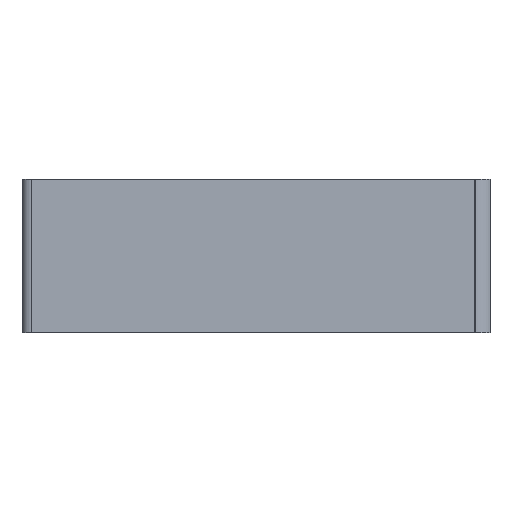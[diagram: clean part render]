
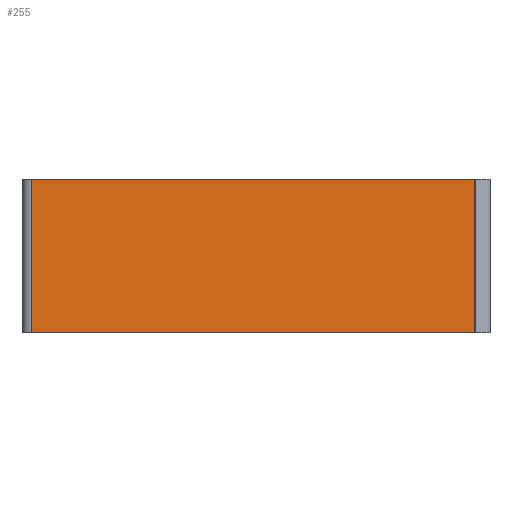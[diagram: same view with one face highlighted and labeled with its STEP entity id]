
A CAD part, front view. The second image highlights one B-rep face of the part: STEP entity #255.
In plain terms, the highlighted planar face has unit normal (0.052, -0.999, 0).
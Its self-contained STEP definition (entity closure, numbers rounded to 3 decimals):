
#17 = PLANE ( 'NONE',  #518 ) ;
#33 = CARTESIAN_POINT ( 'NONE',  ( 1.094, -106.548, 15. ) ) ;
#51 = CARTESIAN_POINT ( 'NONE',  ( 87.476, -102.02, -15. ) ) ;
#70 = VERTEX_POINT ( 'NONE', #449 ) ;
#76 = VERTEX_POINT ( 'NONE', #175 ) ;
#92 = DIRECTION ( 'NONE',  ( 0.999, 0.052, 0. ) ) ;
#130 = ORIENTED_EDGE ( 'NONE', *, *, #562, .T. ) ;
#133 = FACE_OUTER_BOUND ( 'NONE', #560, .T. ) ;
#168 = DIRECTION ( 'NONE',  ( 0.052, -0.999, 0. ) ) ;
#175 = CARTESIAN_POINT ( 'NONE',  ( 1.094, -106.548, -15. ) ) ;
#183 = LINE ( 'NONE', #33, #419 ) ;
#216 = DIRECTION ( 'NONE',  ( 0., 0., -1. ) ) ;
#255 = ADVANCED_FACE ( 'NONE', ( #133 ), #17, .T. ) ;
#272 = CARTESIAN_POINT ( 'NONE',  ( 87.476, -102.02, 15. ) ) ;
#282 = EDGE_CURVE ( 'NONE', #759, #76, #773, .T. ) ;
#327 = ORIENTED_EDGE ( 'NONE', *, *, #282, .F. ) ;
#333 = EDGE_CURVE ( 'NONE', #70, #338, #183, .T. ) ;
#334 = ORIENTED_EDGE ( 'NONE', *, *, #333, .T. ) ;
#338 = VERTEX_POINT ( 'NONE', #405 ) ;
#348 = VECTOR ( 'NONE', #535, 1000. ) ;
#405 = CARTESIAN_POINT ( 'NONE',  ( 1.094, -106.548, 15. ) ) ;
#410 = ORIENTED_EDGE ( 'NONE', *, *, #480, .F. ) ;
#419 = VECTOR ( 'NONE', #615, 1000. ) ;
#422 = LINE ( 'NONE', #494, #469 ) ;
#449 = CARTESIAN_POINT ( 'NONE',  ( 87.476, -102.02, 15. ) ) ;
#464 = CARTESIAN_POINT ( 'NONE',  ( 1.094, -106.548, -15. ) ) ;
#469 = VECTOR ( 'NONE', #638, 1000. ) ;
#480 = EDGE_CURVE ( 'NONE', #70, #759, #613, .T. ) ;
#494 = CARTESIAN_POINT ( 'NONE',  ( 1.094, -106.548, 15. ) ) ;
#518 = AXIS2_PLACEMENT_3D ( 'NONE', #632, #168, #92 ) ;
#535 = DIRECTION ( 'NONE',  ( -0.999, -0.052, 0. ) ) ;
#560 = EDGE_LOOP ( 'NONE', ( #327, #410, #334, #130 ) ) ;
#562 = EDGE_CURVE ( 'NONE', #338, #76, #422, .T. ) ;
#613 = LINE ( 'NONE', #272, #620 ) ;
#615 = DIRECTION ( 'NONE',  ( -0.999, -0.052, 0. ) ) ;
#620 = VECTOR ( 'NONE', #216, 1000. ) ;
#632 = CARTESIAN_POINT ( 'NONE',  ( 1.094, -106.548, 15. ) ) ;
#638 = DIRECTION ( 'NONE',  ( 0., 0., -1. ) ) ;
#759 = VERTEX_POINT ( 'NONE', #51 ) ;
#773 = LINE ( 'NONE', #464, #348 ) ;
